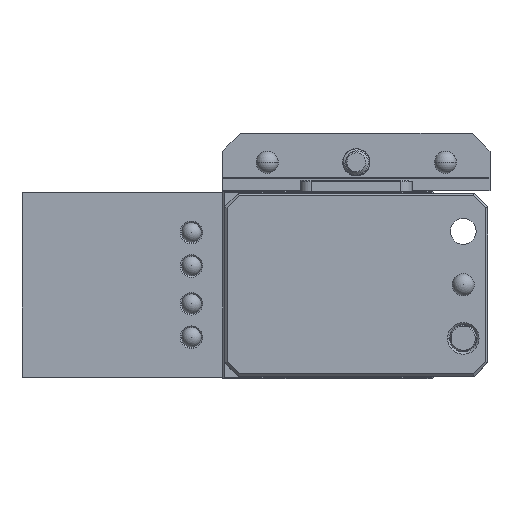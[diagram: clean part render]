
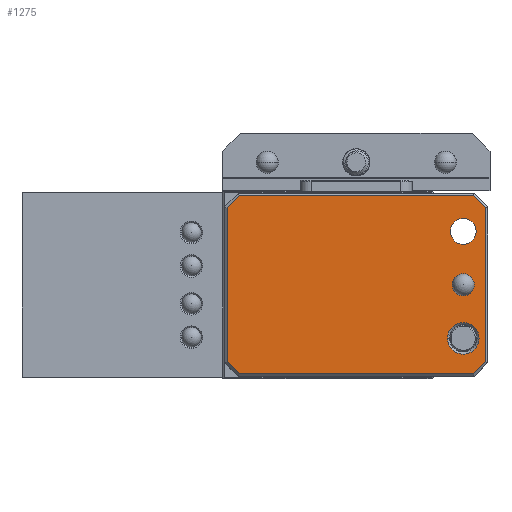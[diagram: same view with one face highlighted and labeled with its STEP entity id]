
A CAD part, top view. The second image highlights one B-rep face of the part: STEP entity #1275.
In plain terms, the highlighted face is planar.
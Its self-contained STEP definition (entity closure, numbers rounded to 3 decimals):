
#57 = DIRECTION ( 'NONE',  ( 0., 0., 1. ) ) ;
#558 = EDGE_CURVE ( 'NONE', #38019, #45284, #44137, .T. ) ;
#643 = AXIS2_PLACEMENT_3D ( 'NONE', #58106, #39878, #3935 ) ;
#1275 = ADVANCED_FACE ( 'NONE', ( #42843, #47521, #25196, #43134 ), #2759, .F. ) ;
#1643 = LINE ( 'NONE', #14850, #29361 ) ;
#1684 = EDGE_CURVE ( 'NONE', #31284, #55340, #49283, .T. ) ;
#2306 = EDGE_LOOP ( 'NONE', ( #6266, #37678 ) ) ;
#2345 = CARTESIAN_POINT ( 'NONE',  ( 58.646, 17.146, -5. ) ) ;
#2759 = PLANE ( 'NONE',  #53941 ) ;
#3834 = DIRECTION ( 'NONE',  ( 1., 0., 0. ) ) ;
#3844 = LINE ( 'NONE', #27419, #15797 ) ;
#3935 = DIRECTION ( 'NONE',  ( 1., 0., 0. ) ) ;
#5093 = CARTESIAN_POINT ( 'NONE',  ( 58.5, -17.293, -5. ) ) ;
#6266 = ORIENTED_EDGE ( 'NONE', *, *, #25133, .T. ) ;
#7250 = ORIENTED_EDGE ( 'NONE', *, *, #26814, .T. ) ;
#7381 = AXIS2_PLACEMENT_3D ( 'NONE', #17218, #30516, #11960 ) ;
#8602 = VERTEX_POINT ( 'NONE', #50098 ) ;
#8910 = AXIS2_PLACEMENT_3D ( 'NONE', #50757, #11305, #33955 ) ;
#9157 = DIRECTION ( 'NONE',  ( 0., 1., 0. ) ) ;
#9458 = CIRCLE ( 'NONE', #17878, 2.475 ) ;
#10032 = VECTOR ( 'NONE', #43302, 1000. ) ;
#10903 = LINE ( 'NONE', #2345, #46269 ) ;
#11305 = DIRECTION ( 'NONE',  ( 0., 0., -1. ) ) ;
#11742 = DIRECTION ( 'NONE',  ( 0.707, 0.707, 0. ) ) ;
#11767 = DIRECTION ( 'NONE',  ( 0.707, -0.707, 0. ) ) ;
#11910 = EDGE_CURVE ( 'NONE', #8602, #29638, #12143, .T. ) ;
#11960 = DIRECTION ( 'NONE',  ( 1., 0., 0. ) ) ;
#12143 = CIRCLE ( 'NONE', #17751, 3.55 ) ;
#13173 = CARTESIAN_POINT ( 'NONE',  ( 3., -20., -5. ) ) ;
#14850 = CARTESIAN_POINT ( 'NONE',  ( 0.354, -17.146, -5. ) ) ;
#15577 = LINE ( 'NONE', #19740, #16767 ) ;
#15797 = VECTOR ( 'NONE', #9157, 1000. ) ;
#16478 = AXIS2_PLACEMENT_3D ( 'NONE', #47388, #24772, #25650 ) ;
#16570 = DIRECTION ( 'NONE',  ( 0., 0., 1. ) ) ;
#16767 = VECTOR ( 'NONE', #37681, 1000. ) ;
#16952 = CARTESIAN_POINT ( 'NONE',  ( 0.5, -17.293, -5. ) ) ;
#17218 = CARTESIAN_POINT ( 'NONE',  ( 53.5, -12., -5. ) ) ;
#17751 = AXIS2_PLACEMENT_3D ( 'NONE', #22431, #57, #44815 ) ;
#17878 = AXIS2_PLACEMENT_3D ( 'NONE', #49406, #49985, #35584 ) ;
#18153 = VERTEX_POINT ( 'NONE', #36607 ) ;
#19740 = CARTESIAN_POINT ( 'NONE',  ( 58.5, -17.5, -5. ) ) ;
#21164 = VECTOR ( 'NONE', #11742, 1000. ) ;
#21383 = VERTEX_POINT ( 'NONE', #37259 ) ;
#21483 = VERTEX_POINT ( 'NONE', #5093 ) ;
#21724 = DIRECTION ( 'NONE',  ( -1., 0., 0. ) ) ;
#22099 = ORIENTED_EDGE ( 'NONE', *, *, #57926, .F. ) ;
#22257 = ORIENTED_EDGE ( 'NONE', *, *, #55007, .T. ) ;
#22431 = CARTESIAN_POINT ( 'NONE',  ( 53.5, 12., -5. ) ) ;
#23129 = EDGE_CURVE ( 'NONE', #32781, #42274, #55907, .T. ) ;
#23643 = EDGE_CURVE ( 'NONE', #32967, #18153, #36232, .T. ) ;
#24200 = EDGE_LOOP ( 'NONE', ( #22099, #32043 ) ) ;
#24362 = CIRCLE ( 'NONE', #7381, 2.9 ) ;
#24772 = DIRECTION ( 'NONE',  ( 0., 0., 1. ) ) ;
#25133 = EDGE_CURVE ( 'NONE', #29638, #8602, #57937, .T. ) ;
#25196 = FACE_BOUND ( 'NONE', #24200, .T. ) ;
#25369 = EDGE_CURVE ( 'NONE', #21483, #38019, #43587, .T. ) ;
#25650 = DIRECTION ( 'NONE',  ( 1., 0., 0. ) ) ;
#26095 = CARTESIAN_POINT ( 'NONE',  ( 3.207, -20., -5. ) ) ;
#26814 = EDGE_CURVE ( 'NONE', #57430, #32781, #3844, .T. ) ;
#27419 = CARTESIAN_POINT ( 'NONE',  ( 0.5, 17.5, -5. ) ) ;
#27450 = ORIENTED_EDGE ( 'NONE', *, *, #27709, .T. ) ;
#27709 = EDGE_CURVE ( 'NONE', #21383, #21483, #15577, .T. ) ;
#28168 = DIRECTION ( 'NONE',  ( -0.707, 0.707, 0. ) ) ;
#29361 = VECTOR ( 'NONE', #28168, 1000. ) ;
#29638 = VERTEX_POINT ( 'NONE', #33127 ) ;
#29873 = CARTESIAN_POINT ( 'NONE',  ( 51.025, 0., -5. ) ) ;
#30444 = ORIENTED_EDGE ( 'NONE', *, *, #41846, .T. ) ;
#30516 = DIRECTION ( 'NONE',  ( 0., 0., 1. ) ) ;
#31284 = VERTEX_POINT ( 'NONE', #48143 ) ;
#32043 = ORIENTED_EDGE ( 'NONE', *, *, #1684, .F. ) ;
#32781 = VERTEX_POINT ( 'NONE', #33887 ) ;
#32967 = VERTEX_POINT ( 'NONE', #34652 ) ;
#33127 = CARTESIAN_POINT ( 'NONE',  ( 49.95, 12., -5. ) ) ;
#33887 = CARTESIAN_POINT ( 'NONE',  ( 0.5, 17.293, -5. ) ) ;
#33955 = DIRECTION ( 'NONE',  ( -1., 0., 0. ) ) ;
#34424 = CARTESIAN_POINT ( 'NONE',  ( 55.646, -20.146, -5. ) ) ;
#34528 = ORIENTED_EDGE ( 'NONE', *, *, #25369, .T. ) ;
#34547 = DIRECTION ( 'NONE',  ( 1., 0., 0. ) ) ;
#34652 = CARTESIAN_POINT ( 'NONE',  ( 56.4, -12., -5. ) ) ;
#34690 = CARTESIAN_POINT ( 'NONE',  ( 3.354, 20.146, -5. ) ) ;
#35584 = DIRECTION ( 'NONE',  ( -1., 0., 0. ) ) ;
#36232 = CIRCLE ( 'NONE', #16478, 2.9 ) ;
#36607 = CARTESIAN_POINT ( 'NONE',  ( 50.6, -12., -5. ) ) ;
#37259 = CARTESIAN_POINT ( 'NONE',  ( 58.5, 17.293, -5. ) ) ;
#37678 = ORIENTED_EDGE ( 'NONE', *, *, #11910, .T. ) ;
#37681 = DIRECTION ( 'NONE',  ( 0., -1., 0. ) ) ;
#38019 = VERTEX_POINT ( 'NONE', #53546 ) ;
#38301 = VERTEX_POINT ( 'NONE', #54268 ) ;
#39878 = DIRECTION ( 'NONE',  ( 0., 0., 1. ) ) ;
#40069 = CARTESIAN_POINT ( 'NONE',  ( 56., 20., -5. ) ) ;
#40588 = CARTESIAN_POINT ( 'NONE',  ( 3.207, 20., -5. ) ) ;
#41406 = ORIENTED_EDGE ( 'NONE', *, *, #558, .T. ) ;
#41846 = EDGE_CURVE ( 'NONE', #42274, #38301, #44496, .T. ) ;
#42274 = VERTEX_POINT ( 'NONE', #40588 ) ;
#42612 = EDGE_LOOP ( 'NONE', ( #7250, #47902, #30444, #46676, #27450, #34528, #41406, #49695 ) ) ;
#42843 = FACE_BOUND ( 'NONE', #2306, .T. ) ;
#43134 = FACE_OUTER_BOUND ( 'NONE', #42612, .T. ) ;
#43302 = DIRECTION ( 'NONE',  ( -0.707, -0.707, 0. ) ) ;
#43493 = ORIENTED_EDGE ( 'NONE', *, *, #23643, .T. ) ;
#43587 = LINE ( 'NONE', #34424, #10032 ) ;
#44137 = LINE ( 'NONE', #13173, #50161 ) ;
#44496 = LINE ( 'NONE', #40069, #53491 ) ;
#44705 = EDGE_LOOP ( 'NONE', ( #43493, #22257 ) ) ;
#44815 = DIRECTION ( 'NONE',  ( 1., 0., 0. ) ) ;
#45231 = EDGE_CURVE ( 'NONE', #45284, #57430, #1643, .T. ) ;
#45284 = VERTEX_POINT ( 'NONE', #26095 ) ;
#46269 = VECTOR ( 'NONE', #11767, 1000. ) ;
#46676 = ORIENTED_EDGE ( 'NONE', *, *, #47755, .T. ) ;
#47388 = CARTESIAN_POINT ( 'NONE',  ( 53.5, -12., -5. ) ) ;
#47521 = FACE_BOUND ( 'NONE', #44705, .T. ) ;
#47755 = EDGE_CURVE ( 'NONE', #38301, #21383, #10903, .T. ) ;
#47902 = ORIENTED_EDGE ( 'NONE', *, *, #23129, .T. ) ;
#48143 = CARTESIAN_POINT ( 'NONE',  ( 55.975, 0., -5. ) ) ;
#49283 = CIRCLE ( 'NONE', #8910, 2.475 ) ;
#49406 = CARTESIAN_POINT ( 'NONE',  ( 53.5, 0., -5. ) ) ;
#49695 = ORIENTED_EDGE ( 'NONE', *, *, #45231, .T. ) ;
#49985 = DIRECTION ( 'NONE',  ( 0., 0., -1. ) ) ;
#50098 = CARTESIAN_POINT ( 'NONE',  ( 57.05, 12., -5. ) ) ;
#50161 = VECTOR ( 'NONE', #21724, 1000. ) ;
#50757 = CARTESIAN_POINT ( 'NONE',  ( 53.5, 0., -5. ) ) ;
#51058 = CARTESIAN_POINT ( 'NONE',  ( 0., 0., -5. ) ) ;
#53491 = VECTOR ( 'NONE', #3834, 1000. ) ;
#53546 = CARTESIAN_POINT ( 'NONE',  ( 55.793, -20., -5. ) ) ;
#53941 = AXIS2_PLACEMENT_3D ( 'NONE', #51058, #16570, #34547 ) ;
#54268 = CARTESIAN_POINT ( 'NONE',  ( 55.793, 20., -5. ) ) ;
#55007 = EDGE_CURVE ( 'NONE', #18153, #32967, #24362, .T. ) ;
#55340 = VERTEX_POINT ( 'NONE', #29873 ) ;
#55907 = LINE ( 'NONE', #34690, #21164 ) ;
#57430 = VERTEX_POINT ( 'NONE', #16952 ) ;
#57926 = EDGE_CURVE ( 'NONE', #55340, #31284, #9458, .T. ) ;
#57937 = CIRCLE ( 'NONE', #643, 3.55 ) ;
#58106 = CARTESIAN_POINT ( 'NONE',  ( 53.5, 12., -5. ) ) ;
